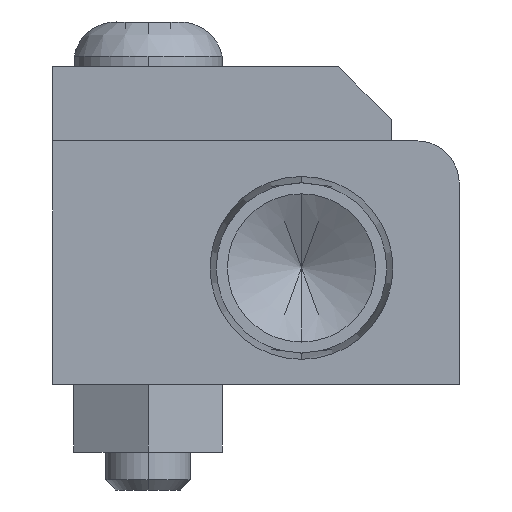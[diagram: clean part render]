
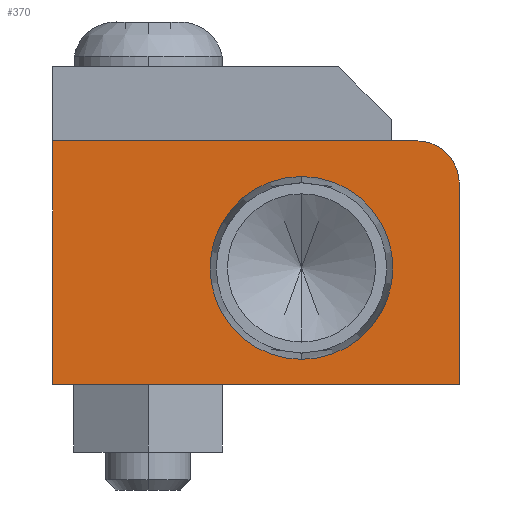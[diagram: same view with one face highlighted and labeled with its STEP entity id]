
A CAD part, left-side view. The second image highlights one B-rep face of the part: STEP entity #370.
In plain terms, the highlighted planar face has unit normal (-1, 0, 0).
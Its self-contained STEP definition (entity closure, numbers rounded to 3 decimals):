
#370=ADVANCED_FACE('',(#949,#950),#951,.F.);
#949=FACE_OUTER_BOUND('',#2068,.T.);
#950=FACE_BOUND('',#2069,.T.);
#951=PLANE('',#2070);
#2068=EDGE_LOOP('',(#4818,#4819,#4820,#4821,#4822,#4823));
#2069=EDGE_LOOP('',(#4824,#4825));
#2070=AXIS2_PLACEMENT_3D('',#4826,#4827,#4828);
#4818=ORIENTED_EDGE('',*,*,#7747,.F.);
#4819=ORIENTED_EDGE('',*,*,#7635,.F.);
#4820=ORIENTED_EDGE('',*,*,#7736,.F.);
#4821=ORIENTED_EDGE('',*,*,#7739,.F.);
#4822=ORIENTED_EDGE('',*,*,#7742,.F.);
#4823=ORIENTED_EDGE('',*,*,#7745,.F.);
#4824=ORIENTED_EDGE('',*,*,#7702,.T.);
#4825=ORIENTED_EDGE('',*,*,#7698,.T.);
#4826=CARTESIAN_POINT('',(-997.598,99.472,8.19));
#4827=DIRECTION('',(1.0,0.0,0.0));
#4828=DIRECTION('',(0.0,1.0,0.0));
#7635=EDGE_CURVE('',#8764,#8767,#8768,.T.);
#7698=EDGE_CURVE('',#8891,#8888,#8892,.T.);
#7702=EDGE_CURVE('',#8888,#8891,#8897,.T.);
#7736=EDGE_CURVE('',#8931,#8764,#8933,.T.);
#7739=EDGE_CURVE('',#8936,#8931,#8938,.T.);
#7742=EDGE_CURVE('',#8941,#8936,#8943,.T.);
#7745=EDGE_CURVE('',#8946,#8941,#8948,.T.);
#7747=EDGE_CURVE('',#8767,#8946,#8950,.T.);
#8764=VERTEX_POINT('',#10571);
#8767=VERTEX_POINT('',#10575);
#8768=CIRCLE('',#10576,3.175);
#8888=VERTEX_POINT('',#10727);
#8891=VERTEX_POINT('',#10731);
#8892=CIRCLE('',#10732,6.858);
#8897=CIRCLE('',#10738,6.858);
#8931=VERTEX_POINT('',#10772);
#8933=CIRCLE('',#10775,3.175);
#8936=VERTEX_POINT('',#10779);
#8938=LINE('',#10782,#10783);
#8941=VERTEX_POINT('',#10787);
#8943=LINE('',#10790,#10791);
#8946=VERTEX_POINT('',#10795);
#8948=LINE('',#10798,#10799);
#8950=LINE('',#10802,#10803);
#10571=CARTESIAN_POINT('',(-997.598,84.936,16.53));
#10575=CARTESIAN_POINT('',(-997.598,84.006,14.285));
#10576=AXIS2_PLACEMENT_3D('',#13276,#13277,#13278);
#10727=CARTESIAN_POINT('',(-997.598,95.833,14.787));
#10731=CARTESIAN_POINT('',(-997.598,95.833,1.071));
#10732=AXIS2_PLACEMENT_3D('',#13401,#13402,#13403);
#10738=AXIS2_PLACEMENT_3D('',#13411,#13412,#13413);
#10772=CARTESIAN_POINT('',(-997.598,87.181,17.46));
#10775=AXIS2_PLACEMENT_3D('',#13511,#13512,#13513);
#10779=CARTESIAN_POINT('',(-997.598,114.486,17.46));
#10782=CARTESIAN_POINT('',(-997.598,114.486,17.46));
#10783=VECTOR('',#13516,27.305);
#10787=CARTESIAN_POINT('',(-997.598,114.486,-0.803));
#10790=CARTESIAN_POINT('',(-997.598,114.486,-0.803));
#10791=VECTOR('',#13519,18.263);
#10795=CARTESIAN_POINT('',(-997.598,84.006,-0.803));
#10798=CARTESIAN_POINT('',(-997.598,84.006,-0.803));
#10799=VECTOR('',#13522,30.48);
#10802=CARTESIAN_POINT('',(-997.598,84.006,14.285));
#10803=VECTOR('',#13524,15.088);
#13276=CARTESIAN_POINT('',(-997.598,87.181,14.285));
#13277=DIRECTION('',(1.0,0.,0.));
#13278=DIRECTION('',(0.,-0.707,0.707));
#13401=CARTESIAN_POINT('',(-997.598,95.833,7.929));
#13402=DIRECTION('',(1.0,0.0,-0.0));
#13403=DIRECTION('',(0.0,0.0,1.0));
#13411=CARTESIAN_POINT('',(-997.598,95.833,7.929));
#13412=DIRECTION('',(1.0,0.0,-0.0));
#13413=DIRECTION('',(0.0,0.0,1.0));
#13511=CARTESIAN_POINT('',(-997.598,87.181,14.285));
#13512=DIRECTION('',(1.0,0.,0.));
#13513=DIRECTION('',(0.,-0.707,0.707));
#13516=DIRECTION('',(0.0,-1.0,0.0));
#13519=DIRECTION('',(0.0,0.0,1.0));
#13522=DIRECTION('',(0.0,1.0,0.0));
#13524=DIRECTION('',(0.0,0.0,-1.0));
